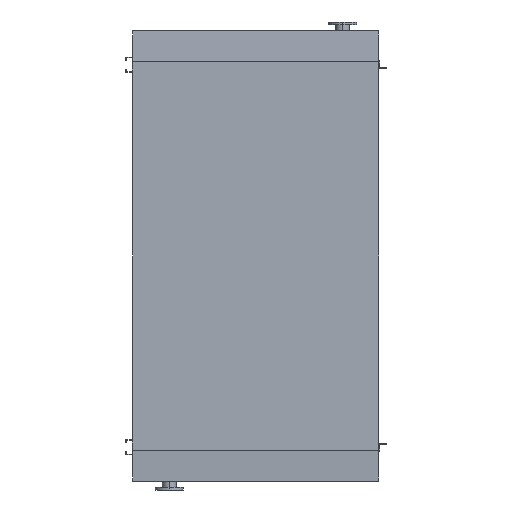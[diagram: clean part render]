
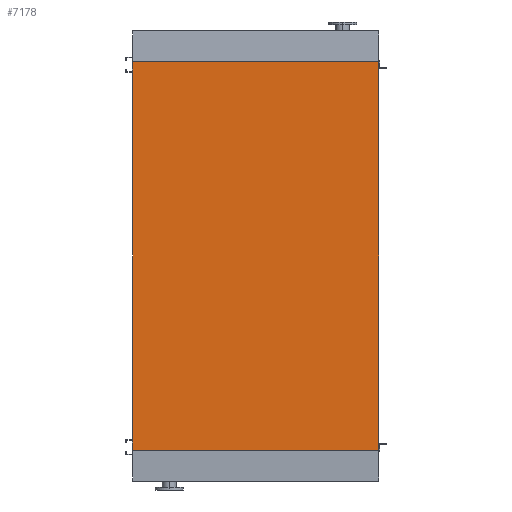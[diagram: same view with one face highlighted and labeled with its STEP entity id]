
A CAD part, front view. The second image highlights one B-rep face of the part: STEP entity #7178.
In plain terms, the highlighted planar face has unit normal (0, -1, 0).
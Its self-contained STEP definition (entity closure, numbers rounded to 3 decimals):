
#26 = VERTEX_POINT ( 'NONE', #427 ) ;
#32 = DIRECTION ( 'NONE',  ( 1., 0., 0. ) ) ;
#135 = EDGE_CURVE ( 'NONE', #420, #8999, #9508, .T. ) ;
#179 = CARTESIAN_POINT ( 'NONE',  ( 965., 0., -3050. ) ) ;
#181 = DIRECTION ( 'NONE',  ( 1., 0., 0. ) ) ;
#420 = VERTEX_POINT ( 'NONE', #179 ) ;
#427 = CARTESIAN_POINT ( 'NONE',  ( -965., 0., -3050. ) ) ;
#546 = CARTESIAN_POINT ( 'NONE',  ( 965., 0., -3050. ) ) ;
#574 = ORIENTED_EDGE ( 'NONE', *, *, #1127, .T. ) ;
#1124 = DIRECTION ( 'NONE',  ( 0., 0., 1. ) ) ;
#1127 = EDGE_CURVE ( 'NONE', #26, #420, #4774, .T. ) ;
#1363 = FACE_OUTER_BOUND ( 'NONE', #5386, .T. ) ;
#1908 = VECTOR ( 'NONE', #10626, 1000. ) ;
#2097 = CARTESIAN_POINT ( 'NONE',  ( -965., 0., 0. ) ) ;
#3078 = DIRECTION ( 'NONE',  ( 0., -1., 0. ) ) ;
#3646 = VERTEX_POINT ( 'NONE', #7660 ) ;
#3872 = AXIS2_PLACEMENT_3D ( 'NONE', #7506, #3078, #11098 ) ;
#3900 = CARTESIAN_POINT ( 'NONE',  ( -965., 0., -3050. ) ) ;
#4774 = LINE ( 'NONE', #3900, #5115 ) ;
#5115 = VECTOR ( 'NONE', #181, 1000. ) ;
#5386 = EDGE_LOOP ( 'NONE', ( #10182, #7803, #574, #11028 ) ) ;
#5605 = LINE ( 'NONE', #6598, #7478 ) ;
#6598 = CARTESIAN_POINT ( 'NONE',  ( -965., 0., -3050. ) ) ;
#6731 = PLANE ( 'NONE',  #3872 ) ;
#7167 = CARTESIAN_POINT ( 'NONE',  ( 965., 0., 0. ) ) ;
#7178 = ADVANCED_FACE ( 'NONE', ( #1363 ), #6731, .T. ) ;
#7478 = VECTOR ( 'NONE', #1124, 1000. ) ;
#7506 = CARTESIAN_POINT ( 'NONE',  ( -965., 0., -3050. ) ) ;
#7660 = CARTESIAN_POINT ( 'NONE',  ( -965., 0., 0. ) ) ;
#7803 = ORIENTED_EDGE ( 'NONE', *, *, #9205, .F. ) ;
#8999 = VERTEX_POINT ( 'NONE', #7167 ) ;
#9205 = EDGE_CURVE ( 'NONE', #26, #3646, #5605, .T. ) ;
#9361 = EDGE_CURVE ( 'NONE', #3646, #8999, #9894, .T. ) ;
#9508 = LINE ( 'NONE', #546, #1908 ) ;
#9739 = VECTOR ( 'NONE', #32, 1000. ) ;
#9894 = LINE ( 'NONE', #2097, #9739 ) ;
#10182 = ORIENTED_EDGE ( 'NONE', *, *, #9361, .F. ) ;
#10626 = DIRECTION ( 'NONE',  ( 0., 0., 1. ) ) ;
#11028 = ORIENTED_EDGE ( 'NONE', *, *, #135, .T. ) ;
#11098 = DIRECTION ( 'NONE',  ( 0., 0., -1. ) ) ;
